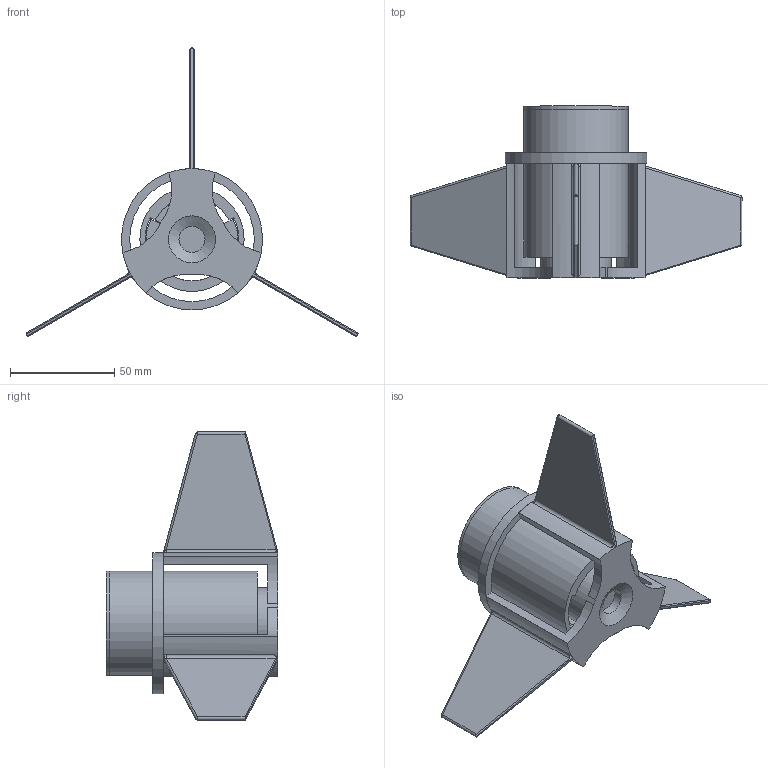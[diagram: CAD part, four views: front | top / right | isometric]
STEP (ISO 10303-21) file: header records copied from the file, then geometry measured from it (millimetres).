
FILE_DESCRIPTION(/* description */ (''),/* implementation_level */ '2;1');
FILE_NAME(/* name */ 'LatchMech v8.step',/* time_stamp */ '2023-09-28T22:50:59-04:00',/* author */ (''),/* organization */ (''),/* preprocessor_version */ 'ST-DEVELOPER v20',/* originating_system */ 'Autodesk Translation Framework v12.14.0.127',/* authorisation */ '');
FILE_SCHEMA (('AUTOMOTIVE_DESIGN { 1 0 10303 214 3 1 1 }'));
Length unit declared in the file: millimetre
Products named in the file (2): LatchMech; Estes_C6-5_Motor
Assembly tree (1 placements, depth 2):
  LatchMech
    Estes_C6-5_Motor
Bounding box: 159.37 x 82.5 x 138.28 mm (x, y, z)
Volume: 138085.2 mm3; surface area: 71107.3 mm2
Topology: 5 solids, 5 shells, 128 faces, 335 edges, 212 vertices
Faces by surface type: plane 62, cylinder 50, bspline 12, sphere 3, cone 1
Full cylindrical faces by diameter (mm): 12.5 x2, 18 x1, 19 x2, 22 x1, 34 x1, 50.05 x2, 59.8 x1, 67.8 x1
Entity records: 4359 total; most frequent: CARTESIAN_POINT 1098, DIRECTION 695, ORIENTED_EDGE 658, EDGE_CURVE 329, AXIS2_PLACEMENT_3D 265, VERTEX_POINT 212, LINE 165, VECTOR 165
